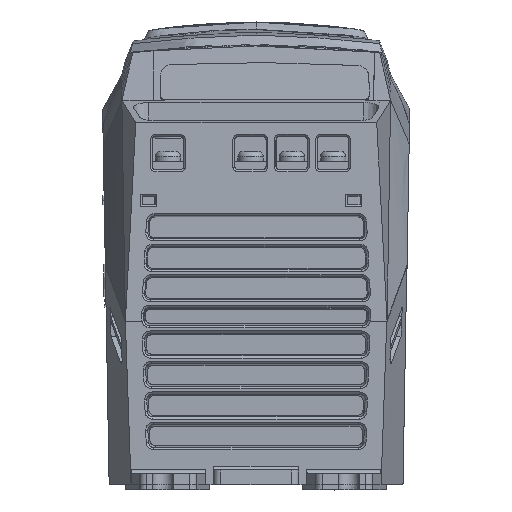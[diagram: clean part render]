
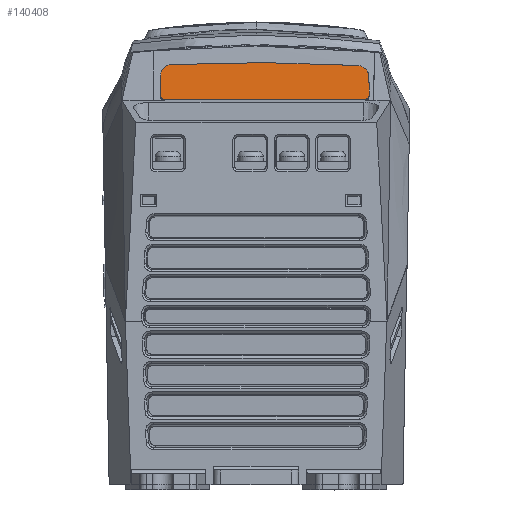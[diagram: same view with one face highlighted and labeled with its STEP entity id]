
A CAD part, front view. The second image highlights one B-rep face of the part: STEP entity #140408.
In plain terms, the highlighted planar face has unit normal (0.002, -0.994, 0.106).
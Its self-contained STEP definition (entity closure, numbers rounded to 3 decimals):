
#4129 = CARTESIAN_POINT ( 'NONE',  ( 28.969, 21.117, 114.017 ) ) ;
#6134 =( BOUNDED_CURVE ( )  B_SPLINE_CURVE ( 3, ( #96919, #74027, #34520, #193822 ),
 .UNSPECIFIED., .F., .F. ) 
 B_SPLINE_CURVE_WITH_KNOTS ( ( 4, 4 ),
 ( 1.58, 3.097 ),
 .UNSPECIFIED. ) 
 CURVE ( )  GEOMETRIC_REPRESENTATION_ITEM ( )  RATIONAL_B_SPLINE_CURVE ( ( 1., 0.817, 0.817, 1. ) ) 
 REPRESENTATION_ITEM ( '' )  );
#13626 = DIRECTION ( 'NONE',  ( 0.01, -0.106, -0.994 ) ) ;
#24946 = EDGE_LOOP ( 'NONE', ( #130422, #244427, #52960, #133595, #231411, #92328, #178489, #49712 ) ) ;
#31448 = VERTEX_POINT ( 'NONE', #45058 ) ;
#33454 = CARTESIAN_POINT ( 'NONE',  ( 28.969, 21.117, 114.017 ) ) ;
#34430 = CARTESIAN_POINT ( 'NONE',  ( 30.635, 21.11, 113.924 ) ) ;
#34520 = CARTESIAN_POINT ( 'NONE',  ( -23.064, 21.036, 114.207 ) ) ;
#35679 = CARTESIAN_POINT ( 'NONE',  ( 31.788, 20.984, 112.718 ) ) ;
#36371 = B_SPLINE_CURVE_WITH_KNOTS ( 'NONE', 3,
 ( #138087, #41211, #57836, #62837, #218397, #4129 ),
 .UNSPECIFIED., .F., .F.,
 ( 4, 2, 4 ),
 ( 0., 0.025, 0.05 ),
 .UNSPECIFIED. ) ;
#41211 = CARTESIAN_POINT ( 'NONE',  ( -12.994, 21.103, 114.659 ) ) ;
#42418 =( BOUNDED_CURVE ( )  B_SPLINE_CURVE ( 3, ( #61027, #100491, #138759, #216564 ),
 .UNSPECIFIED., .F., .T. ) 
 B_SPLINE_CURVE_WITH_KNOTS ( ( 4, 4 ),
 ( 6.277, 7.856 ),
 .UNSPECIFIED. ) 
 CURVE ( )  GEOMETRIC_REPRESENTATION_ITEM ( )  RATIONAL_B_SPLINE_CURVE ( ( 1., 0.803, 0.803, 1. ) ) 
 REPRESENTATION_ITEM ( '' )  );
#42868 = CARTESIAN_POINT ( 'NONE',  ( 31.804, 20.806, 111.05 ) ) ;
#45058 = CARTESIAN_POINT ( 'NONE',  ( -23.288, 20.051, 104.959 ) ) ;
#49712 = ORIENTED_EDGE ( 'NONE', *, *, #224717, .F. ) ;
#50271 = CARTESIAN_POINT ( 'NONE',  ( 30.853, 20.159, 104.992 ) ) ;
#52290 = CARTESIAN_POINT ( 'NONE',  ( 28.969, 21.117, 114.017 ) ) ;
#52960 = ORIENTED_EDGE ( 'NONE', *, *, #220953, .F. ) ;
#57836 = CARTESIAN_POINT ( 'NONE',  ( -4.597, 21.137, 114.825 ) ) ;
#61027 = CARTESIAN_POINT ( 'NONE',  ( -23.288, 20.051, 104.959 ) ) ;
#62837 = CARTESIAN_POINT ( 'NONE',  ( 12.193, 21.161, 114.736 ) ) ;
#63868 = CARTESIAN_POINT ( 'NONE',  ( 31.851, 20.277, 106.083 ) ) ;
#74027 = CARTESIAN_POINT ( 'NONE',  ( -24.233, 20.904, 112.994 ) ) ;
#74792 = EDGE_CURVE ( 'NONE', #157293, #220409, #6134, .T. ) ;
#76383 = VERTEX_POINT ( 'NONE', #186389 ) ;
#77278 = LINE ( 'NONE', #209903, #105980 ) ;
#89458 = VERTEX_POINT ( 'NONE', #33454 ) ;
#92328 = ORIENTED_EDGE ( 'NONE', *, *, #74792, .F. ) ;
#96919 = CARTESIAN_POINT ( 'NONE',  ( -24.246, 20.725, 111.31 ) ) ;
#99338 = VERTEX_POINT ( 'NONE', #149948 ) ;
#100491 = CARTESIAN_POINT ( 'NONE',  ( -23.877, 20.05, 104.959 ) ) ;
#105980 = VECTOR ( 'NONE', #248229, 1000. ) ;
#117509 = EDGE_CURVE ( 'NONE', #221992, #76383, #234855, .T. ) ;
#121601 = DIRECTION ( 'NONE',  ( 0.008, 0.106, 0.994 ) ) ;
#130221 = AXIS2_PLACEMENT_3D ( 'NONE', #241215, #220799, #201653 ) ;
#130422 = ORIENTED_EDGE ( 'NONE', *, *, #159226, .F. ) ;
#133595 = ORIENTED_EDGE ( 'NONE', *, *, #223026, .F. ) ;
#138087 = CARTESIAN_POINT ( 'NONE',  ( -21.381, 21.047, 114.283 ) ) ;
#138759 = CARTESIAN_POINT ( 'NONE',  ( -24.292, 20.097, 105.411 ) ) ;
#140408 = ADVANCED_FACE ( 'NONE', ( #142997 ), #238674, .F. ) ;
#142997 = FACE_OUTER_BOUND ( 'NONE', #24946, .T. ) ;
#149278 = VECTOR ( 'NONE', #121601, 1000. ) ;
#149948 = CARTESIAN_POINT ( 'NONE',  ( -24.287, 20.165, 106.048 ) ) ;
#151095 = VERTEX_POINT ( 'NONE', #42868 ) ;
#153767 = LINE ( 'NONE', #230351, #232463 ) ;
#157293 = VERTEX_POINT ( 'NONE', #220082 ) ;
#159226 = EDGE_CURVE ( 'NONE', #76383, #31448, #77278, .T. ) ;
#166294 = CARTESIAN_POINT ( 'NONE',  ( 31.851, 20.277, 106.083 ) ) ;
#170050 = CARTESIAN_POINT ( 'NONE',  ( 31.857, 20.21, 105.445 ) ) ;
#178489 = ORIENTED_EDGE ( 'NONE', *, *, #209538, .F. ) ;
#186389 = CARTESIAN_POINT ( 'NONE',  ( 30.853, 20.159, 104.992 ) ) ;
#193822 = CARTESIAN_POINT ( 'NONE',  ( -21.381, 21.047, 114.283 ) ) ;
#201653 = DIRECTION ( 'NONE',  ( 0., 0.106, 0.994 ) ) ;
#203241 = CARTESIAN_POINT ( 'NONE',  ( -24.295, 20.065, 105.113 ) ) ;
#209538 = EDGE_CURVE ( 'NONE', #99338, #157293, #237705, .T. ) ;
#209903 = CARTESIAN_POINT ( 'NONE',  ( -23.29, 20.051, 104.959 ) ) ;
#216564 = CARTESIAN_POINT ( 'NONE',  ( -24.287, 20.165, 106.048 ) ) ;
#218397 = CARTESIAN_POINT ( 'NONE',  ( 20.586, 21.15, 114.481 ) ) ;
#220082 = CARTESIAN_POINT ( 'NONE',  ( -24.246, 20.725, 111.31 ) ) ;
#220409 = VERTEX_POINT ( 'NONE', #223117 ) ;
#220799 = DIRECTION ( 'NONE',  ( -0.002, 0.994, -0.106 ) ) ;
#220953 = EDGE_CURVE ( 'NONE', #151095, #221992, #153767, .T. ) ;
#221992 = VERTEX_POINT ( 'NONE', #63868 ) ;
#223026 = EDGE_CURVE ( 'NONE', #89458, #151095, #227893, .T. ) ;
#223117 = CARTESIAN_POINT ( 'NONE',  ( -21.381, 21.047, 114.283 ) ) ;
#224717 = EDGE_CURVE ( 'NONE', #31448, #99338, #42418, .T. ) ;
#227893 =( BOUNDED_CURVE ( )  B_SPLINE_CURVE ( 3, ( #52290, #34430, #35679, #244915 ),
 .UNSPECIFIED., .F., .T. ) 
 B_SPLINE_CURVE_WITH_KNOTS ( ( 4, 4 ),
 ( 0.056, 1.562 ),
 .UNSPECIFIED. ) 
 CURVE ( )  GEOMETRIC_REPRESENTATION_ITEM ( )  RATIONAL_B_SPLINE_CURVE ( ( 1., 0.82, 0.82, 1. ) ) 
 REPRESENTATION_ITEM ( '' )  );
#230351 = CARTESIAN_POINT ( 'NONE',  ( 31.856, 20.218, 105.526 ) ) ;
#231411 = ORIENTED_EDGE ( 'NONE', *, *, #237648, .F. ) ;
#232463 = VECTOR ( 'NONE', #13626, 1000. ) ;
#234855 =( BOUNDED_CURVE ( )  B_SPLINE_CURVE ( 3, ( #166294, #170050, #244162, #50271 ),
 .UNSPECIFIED., .F., .T. ) 
 B_SPLINE_CURVE_WITH_KNOTS ( ( 4, 4 ),
 ( 1.568, 3.148 ),
 .UNSPECIFIED. ) 
 CURVE ( )  GEOMETRIC_REPRESENTATION_ITEM ( )  RATIONAL_B_SPLINE_CURVE ( ( 1., 0.803, 0.803, 1. ) ) 
 REPRESENTATION_ITEM ( '' )  );
#237648 = EDGE_CURVE ( 'NONE', #220409, #89458, #36371, .T. ) ;
#237705 = LINE ( 'NONE', #203241, #149278 ) ;
#238674 = PLANE ( 'NONE',  #130221 ) ;
#241215 = CARTESIAN_POINT ( 'NONE',  ( -0.017, 8.822, -0.939 ) ) ;
#244162 = CARTESIAN_POINT ( 'NONE',  ( 31.443, 20.161, 104.992 ) ) ;
#244427 = ORIENTED_EDGE ( 'NONE', *, *, #117509, .F. ) ;
#244915 = CARTESIAN_POINT ( 'NONE',  ( 31.804, 20.806, 111.05 ) ) ;
#248229 = DIRECTION ( 'NONE',  ( -1., -0.002, -0.001 ) ) ;
